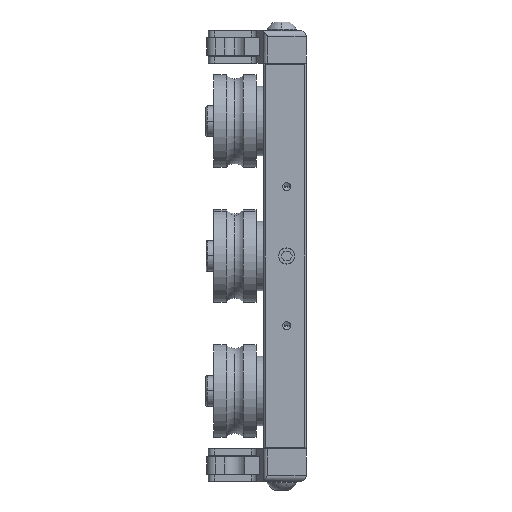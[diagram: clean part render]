
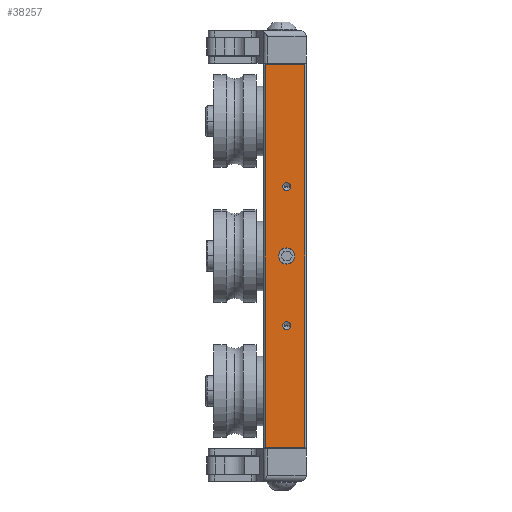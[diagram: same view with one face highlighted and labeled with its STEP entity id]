
A CAD part, front view. The second image highlights one B-rep face of the part: STEP entity #38257.
In plain terms, the highlighted planar face has unit normal (0, -1, 0).
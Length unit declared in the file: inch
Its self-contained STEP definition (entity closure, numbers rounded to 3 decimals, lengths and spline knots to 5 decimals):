
#471 = CIRCLE ( 'NONE', #59288, 0.04 ) ;
#3299 = CIRCLE ( 'NONE', #55000, 0.08268 ) ;
#3393 = CARTESIAN_POINT ( 'NONE',  ( 1.14021, -0.75, -2.3824 ) ) ;
#3729 = AXIS2_PLACEMENT_3D ( 'NONE', #52816, #13393, #52452 ) ;
#3992 = CARTESIAN_POINT ( 'NONE',  ( 1.10021, -0.75, -2.3824 ) ) ;
#4699 = AXIS2_PLACEMENT_3D ( 'NONE', #57835, #12548, #17644 ) ;
#5973 = ORIENTED_EDGE ( 'NONE', *, *, #36133, .T. ) ;
#6129 = EDGE_CURVE ( 'NONE', #20561, #60094, #34013, .T. ) ;
#7358 = CARTESIAN_POINT ( 'NONE',  ( 1.10021, -0.75, -2.3824 ) ) ;
#7782 = CIRCLE ( 'NONE', #66614, 0.04 ) ;
#8357 = ORIENTED_EDGE ( 'NONE', *, *, #40162, .T. ) ;
#10428 = VERTEX_POINT ( 'NONE', #52835 ) ;
#11343 = DIRECTION ( 'NONE',  ( -1., 0., 0. ) ) ;
#11916 = PLANE ( 'NONE',  #3729 ) ;
#12362 = DIRECTION ( 'NONE',  ( 0., 0., 1. ) ) ;
#12548 = DIRECTION ( 'NONE',  ( 0., 1., 0. ) ) ;
#12820 = LINE ( 'NONE', #47041, #49240 ) ;
#13393 = DIRECTION ( 'NONE',  ( 0., -1., 0. ) ) ;
#14512 = VERTEX_POINT ( 'NONE', #71615 ) ;
#16704 = FACE_OUTER_BOUND ( 'NONE', #31362, .T. ) ;
#17644 = DIRECTION ( 'NONE',  ( 1., 0., 0. ) ) ;
#18212 = CARTESIAN_POINT ( 'NONE',  ( 1.28421, -0.75, -1.0909 ) ) ;
#20561 = VERTEX_POINT ( 'NONE', #69222 ) ;
#21018 = VERTEX_POINT ( 'NONE', #3393 ) ;
#21672 = CARTESIAN_POINT ( 'NONE',  ( -70.92408, -0.75, -1.1374 ) ) ;
#22388 = ORIENTED_EDGE ( 'NONE', *, *, #51035, .T. ) ;
#24254 = CARTESIAN_POINT ( 'NONE',  ( 1.10021, -0.75, -3.8024 ) ) ;
#25004 = EDGE_CURVE ( 'NONE', #31006, #21018, #42914, .T. ) ;
#25436 = LINE ( 'NONE', #53052, #63425 ) ;
#26439 = DIRECTION ( 'NONE',  ( 0., 1., 0. ) ) ;
#27820 = ORIENTED_EDGE ( 'NONE', *, *, #54188, .T. ) ;
#28179 = VERTEX_POINT ( 'NONE', #50619 ) ;
#29019 = VERTEX_POINT ( 'NONE', #66767 ) ;
#31006 = VERTEX_POINT ( 'NONE', #33665 ) ;
#31362 = EDGE_LOOP ( 'NONE', ( #72868, #5973, #27820, #22388 ) ) ;
#32510 = ORIENTED_EDGE ( 'NONE', *, *, #39447, .T. ) ;
#33665 = CARTESIAN_POINT ( 'NONE',  ( 1.06021, -0.75, -2.3824 ) ) ;
#34013 = CIRCLE ( 'NONE', #70526, 0.08268 ) ;
#34194 = DIRECTION ( 'NONE',  ( 0., 1., 0. ) ) ;
#34233 = VERTEX_POINT ( 'NONE', #57953 ) ;
#35814 = ORIENTED_EDGE ( 'NONE', *, *, #42710, .T. ) ;
#36133 = EDGE_CURVE ( 'NONE', #14512, #28179, #12820, .T. ) ;
#38257 = ADVANCED_FACE ( 'NONE', ( #16704, #72738, #62371, #44660 ), #11916, .T. ) ;
#39447 = EDGE_CURVE ( 'NONE', #10428, #29019, #471, .T. ) ;
#39880 = CARTESIAN_POINT ( 'NONE',  ( 1.28421, -0.75, -1.1374 ) ) ;
#40162 = EDGE_CURVE ( 'NONE', #60094, #20561, #3299, .T. ) ;
#42710 = EDGE_CURVE ( 'NONE', #29019, #10428, #43413, .T. ) ;
#42869 = EDGE_CURVE ( 'NONE', #61878, #14512, #43378, .T. ) ;
#42914 = CIRCLE ( 'NONE', #54728, 0.04 ) ;
#43378 = LINE ( 'NONE', #21672, #69418 ) ;
#43413 = CIRCLE ( 'NONE', #4699, 0.04 ) ;
#44660 = FACE_BOUND ( 'NONE', #51960, .T. ) ;
#46008 = DIRECTION ( 'NONE',  ( 0., 1., 0. ) ) ;
#47041 = CARTESIAN_POINT ( 'NONE',  ( 0.88121, -0.75, -1.0909 ) ) ;
#47441 = EDGE_LOOP ( 'NONE', ( #48839, #8357 ) ) ;
#47889 = DIRECTION ( 'NONE',  ( 1., 0., 0. ) ) ;
#48439 = DIRECTION ( 'NONE',  ( 0., 1., 0. ) ) ;
#48839 = ORIENTED_EDGE ( 'NONE', *, *, #6129, .T. ) ;
#48911 = DIRECTION ( 'NONE',  ( 1., 0., 0. ) ) ;
#49164 = DIRECTION ( 'NONE',  ( 1., 0., 0. ) ) ;
#49240 = VECTOR ( 'NONE', #57723, 39.37008 ) ;
#50558 = EDGE_CURVE ( 'NONE', #21018, #31006, #7782, .T. ) ;
#50619 = CARTESIAN_POINT ( 'NONE',  ( 0.88121, -0.75, -5.0444 ) ) ;
#51035 = EDGE_CURVE ( 'NONE', #34233, #61878, #68716, .T. ) ;
#51162 = CARTESIAN_POINT ( 'NONE',  ( 1.10021, -0.75, -3.0909 ) ) ;
#51539 = DIRECTION ( 'NONE',  ( 1., 0., 0. ) ) ;
#51885 = DIRECTION ( 'NONE',  ( 1., 0., 0. ) ) ;
#51960 = EDGE_LOOP ( 'NONE', ( #32510, #35814 ) ) ;
#52452 = DIRECTION ( 'NONE',  ( -1., 0., 0. ) ) ;
#52816 = CARTESIAN_POINT ( 'NONE',  ( -70.92408, -0.75, -1.0909 ) ) ;
#52835 = CARTESIAN_POINT ( 'NONE',  ( 1.06021, -0.75, -3.8024 ) ) ;
#53052 = CARTESIAN_POINT ( 'NONE',  ( -70.92408, -0.75, -5.0444 ) ) ;
#54188 = EDGE_CURVE ( 'NONE', #28179, #34233, #25436, .T. ) ;
#54728 = AXIS2_PLACEMENT_3D ( 'NONE', #7358, #46008, #68518 ) ;
#55000 = AXIS2_PLACEMENT_3D ( 'NONE', #51162, #34194, #51539 ) ;
#55184 = ORIENTED_EDGE ( 'NONE', *, *, #25004, .T. ) ;
#55392 = CARTESIAN_POINT ( 'NONE',  ( 1.10021, -0.75, -3.0909 ) ) ;
#57723 = DIRECTION ( 'NONE',  ( 0., 0., -1. ) ) ;
#57835 = CARTESIAN_POINT ( 'NONE',  ( 1.10021, -0.75, -3.8024 ) ) ;
#57953 = CARTESIAN_POINT ( 'NONE',  ( 1.28421, -0.75, -5.0444 ) ) ;
#58085 = EDGE_LOOP ( 'NONE', ( #55184, #68686 ) ) ;
#58859 = DIRECTION ( 'NONE',  ( 0., 1., 0. ) ) ;
#59288 = AXIS2_PLACEMENT_3D ( 'NONE', #24254, #58859, #51885 ) ;
#59991 = CARTESIAN_POINT ( 'NONE',  ( 1.01754, -0.75, -3.0909 ) ) ;
#60094 = VERTEX_POINT ( 'NONE', #59991 ) ;
#61878 = VERTEX_POINT ( 'NONE', #39880 ) ;
#62371 = FACE_BOUND ( 'NONE', #47441, .T. ) ;
#63425 = VECTOR ( 'NONE', #47889, 39.37008 ) ;
#66614 = AXIS2_PLACEMENT_3D ( 'NONE', #3992, #26439, #48911 ) ;
#66714 = VECTOR ( 'NONE', #12362, 39.37008 ) ;
#66767 = CARTESIAN_POINT ( 'NONE',  ( 1.14021, -0.75, -3.8024 ) ) ;
#68518 = DIRECTION ( 'NONE',  ( 1., 0., 0. ) ) ;
#68686 = ORIENTED_EDGE ( 'NONE', *, *, #50558, .T. ) ;
#68716 = LINE ( 'NONE', #18212, #66714 ) ;
#69222 = CARTESIAN_POINT ( 'NONE',  ( 1.18289, -0.75, -3.0909 ) ) ;
#69418 = VECTOR ( 'NONE', #11343, 39.37008 ) ;
#70526 = AXIS2_PLACEMENT_3D ( 'NONE', #55392, #48439, #49164 ) ;
#71615 = CARTESIAN_POINT ( 'NONE',  ( 0.88121, -0.75, -1.1374 ) ) ;
#72738 = FACE_BOUND ( 'NONE', #58085, .T. ) ;
#72868 = ORIENTED_EDGE ( 'NONE', *, *, #42869, .T. ) ;
